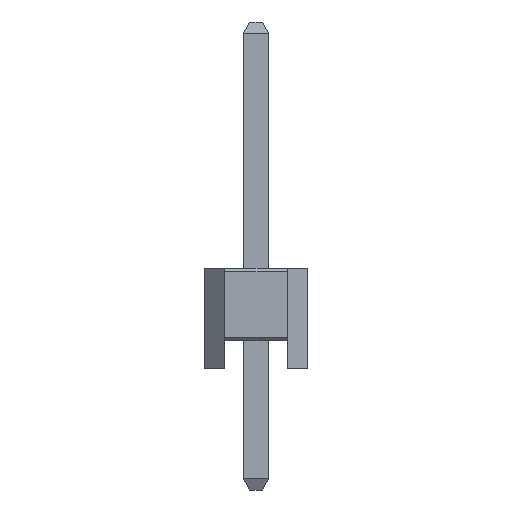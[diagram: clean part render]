
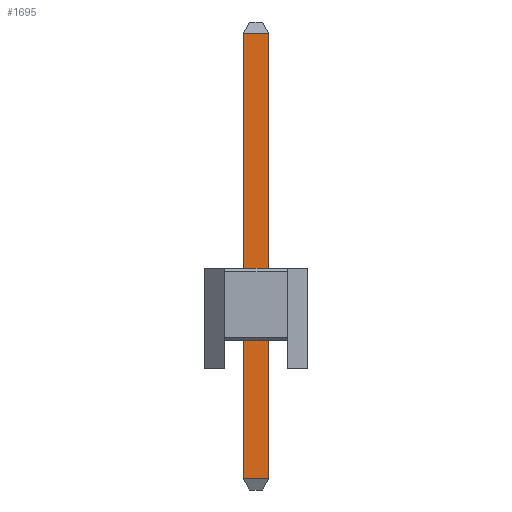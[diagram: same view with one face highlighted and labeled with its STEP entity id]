
A CAD part, left-side view. The second image highlights one B-rep face of the part: STEP entity #1695.
In plain terms, the highlighted planar face has unit normal (-1, 0, 0).
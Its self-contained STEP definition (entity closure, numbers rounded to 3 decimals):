
#1695=ADVANCED_FACE('',(#2855),#2857,.T.);
#2855=FACE_BOUND('',#2856,.T.);
#2856=EDGE_LOOP('',(#3634,#3635,#3636,#3637));
#2857=PLANE('',#2858);
#2858=AXIS2_PLACEMENT_3D('',#2859,#2860,#2861);
#2859=CARTESIAN_POINT('',(-0.32,0.32,-3.));
#2860=DIRECTION('',(-1.,0.,0.));
#2861=DIRECTION('',(0.,-1.,0.));
#3634=ORIENTED_EDGE('',*,*,#4032,.F.);
#3635=ORIENTED_EDGE('',*,*,#4031,.F.);
#3636=ORIENTED_EDGE('',*,*,#4033,.T.);
#3637=ORIENTED_EDGE('',*,*,#4034,.T.);
#4031=EDGE_CURVE('',#4599,#4595,#4601,.T.);
#4032=EDGE_CURVE('',#4595,#4602,#4603,.T.);
#4033=EDGE_CURVE('',#4599,#4604,#4605,.T.);
#4034=EDGE_CURVE('',#4604,#4602,#4606,.T.);
#4595=VERTEX_POINT('',#5861);
#4599=VERTEX_POINT('',#5869);
#4601=LINE('',#5873,#5874);
#4602=VERTEX_POINT('',#5876);
#4603=LINE('',#5877,#5878);
#4604=VERTEX_POINT('',#5880);
#4605=LINE('',#5881,#5882);
#4606=LINE('',#5884,#5885);
#5861=CARTESIAN_POINT('',(-0.32,0.32,8.323));
#5869=CARTESIAN_POINT('',(-0.32,0.32,-2.723));
#5873=CARTESIAN_POINT('',(-0.32,0.32,-2.723));
#5874=VECTOR('',#5875,1.);
#5875=DIRECTION('',(0.,0.,1.));
#5876=CARTESIAN_POINT('',(-0.32,-0.32,8.323));
#5877=CARTESIAN_POINT('',(-0.32,0.32,8.323));
#5878=VECTOR('',#5879,1.);
#5879=DIRECTION('',(0.,-1.,0.));
#5880=CARTESIAN_POINT('',(-0.32,-0.32,-2.723));
#5881=CARTESIAN_POINT('',(-0.32,0.32,-2.723));
#5882=VECTOR('',#5883,1.);
#5883=DIRECTION('',(0.,-1.,0.));
#5884=CARTESIAN_POINT('',(-0.32,-0.32,-2.723));
#5885=VECTOR('',#5886,1.);
#5886=DIRECTION('',(0.,0.,1.));
